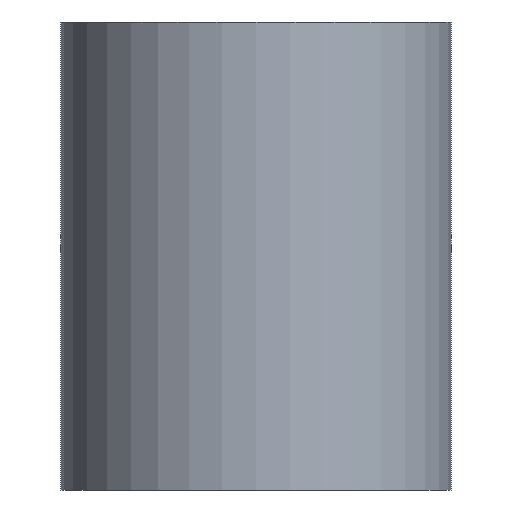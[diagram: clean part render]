
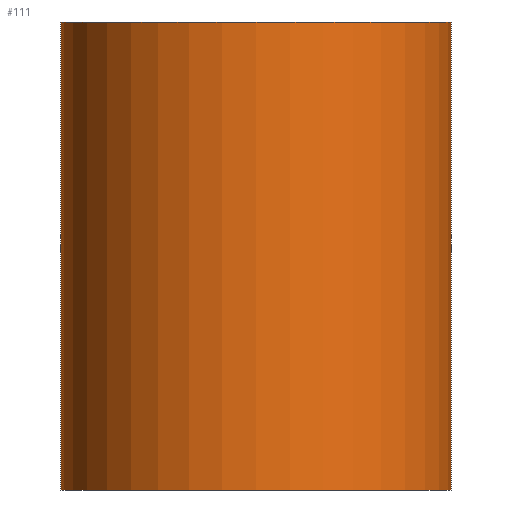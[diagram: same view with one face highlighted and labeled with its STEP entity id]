
A CAD part, front view. The second image highlights one B-rep face of the part: STEP entity #111.
In plain terms, the highlighted cylindrical face has radius 2.5 mm (diameter 5 mm), a partial arc.
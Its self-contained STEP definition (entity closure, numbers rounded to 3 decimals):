
#5 = ORIENTED_EDGE ( 'NONE', *, *, #159, .T. ) ;
#13 = ORIENTED_EDGE ( 'NONE', *, *, #127, .F. ) ;
#16 = AXIS2_PLACEMENT_3D ( 'NONE', #162, #138, #154 ) ;
#20 = DIRECTION ( 'NONE',  ( 1., 0., 0. ) ) ;
#32 = VERTEX_POINT ( 'NONE', #216 ) ;
#35 = AXIS2_PLACEMENT_3D ( 'NONE', #256, #46, #135 ) ;
#40 = DIRECTION ( 'NONE',  ( 0., 0., -1. ) ) ;
#46 = DIRECTION ( 'NONE',  ( 0., 0., 1. ) ) ;
#52 = CARTESIAN_POINT ( 'NONE',  ( -2.5, 1., 6. ) ) ;
#54 = LINE ( 'NONE', #165, #69 ) ;
#60 = EDGE_LOOP ( 'NONE', ( #88, #13, #5, #81 ) ) ;
#66 = AXIS2_PLACEMENT_3D ( 'NONE', #245, #243, #20 ) ;
#68 = CYLINDRICAL_SURFACE ( 'NONE', #16, 2.5 ) ;
#69 = VECTOR ( 'NONE', #40, 1000. ) ;
#72 = LINE ( 'NONE', #145, #242 ) ;
#81 = ORIENTED_EDGE ( 'NONE', *, *, #105, .T. ) ;
#83 = CIRCLE ( 'NONE', #66, 2.5 ) ;
#88 = ORIENTED_EDGE ( 'NONE', *, *, #188, .F. ) ;
#105 = EDGE_CURVE ( 'NONE', #150, #235, #122, .T. ) ;
#111 = ADVANCED_FACE ( 'NONE', ( #203 ), #68, .T. ) ;
#121 = DIRECTION ( 'NONE',  ( 0., 0., -1. ) ) ;
#122 = CIRCLE ( 'NONE', #35, 2.5 ) ;
#127 = EDGE_CURVE ( 'NONE', #199, #32, #83, .T. ) ;
#135 = DIRECTION ( 'NONE',  ( 1., 0., 0. ) ) ;
#138 = DIRECTION ( 'NONE',  ( 0., 0., -1. ) ) ;
#145 = CARTESIAN_POINT ( 'NONE',  ( -2.5, 1., 6. ) ) ;
#150 = VERTEX_POINT ( 'NONE', #262 ) ;
#154 = DIRECTION ( 'NONE',  ( -1., 0., 0. ) ) ;
#159 = EDGE_CURVE ( 'NONE', #199, #150, #72, .T. ) ;
#162 = CARTESIAN_POINT ( 'NONE',  ( 0., 1., 6. ) ) ;
#163 = CARTESIAN_POINT ( 'NONE',  ( 2.5, 1., 0. ) ) ;
#165 = CARTESIAN_POINT ( 'NONE',  ( 2.5, 1., 6. ) ) ;
#188 = EDGE_CURVE ( 'NONE', #32, #235, #54, .T. ) ;
#199 = VERTEX_POINT ( 'NONE', #52 ) ;
#203 = FACE_OUTER_BOUND ( 'NONE', #60, .T. ) ;
#216 = CARTESIAN_POINT ( 'NONE',  ( 2.5, 1., 6. ) ) ;
#235 = VERTEX_POINT ( 'NONE', #163 ) ;
#242 = VECTOR ( 'NONE', #121, 1000. ) ;
#243 = DIRECTION ( 'NONE',  ( 0., 0., 1. ) ) ;
#245 = CARTESIAN_POINT ( 'NONE',  ( 0., 1., 6. ) ) ;
#256 = CARTESIAN_POINT ( 'NONE',  ( 0., 1., 0. ) ) ;
#262 = CARTESIAN_POINT ( 'NONE',  ( -2.5, 1., 0. ) ) ;
